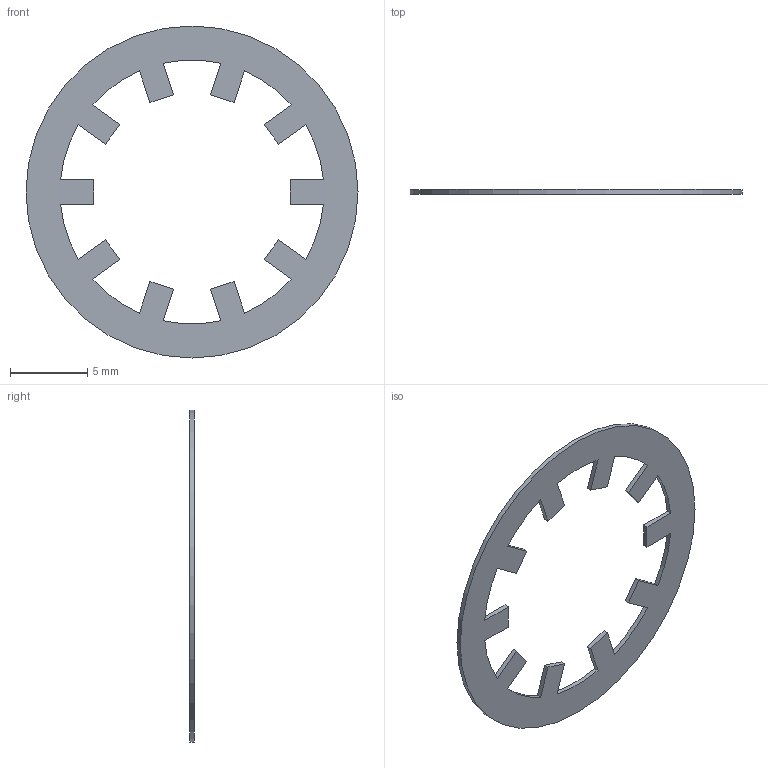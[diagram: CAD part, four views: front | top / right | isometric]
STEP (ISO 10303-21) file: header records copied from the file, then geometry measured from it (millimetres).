
FILE_DESCRIPTION(/* description */ (''),/* implementation_level */ '2;1');
FILE_NAME(/* name */ 'Inductive_Proximity_Washer.step',/* time_stamp */ '2023-11-18T11:54:59+07:00',/* author */ (''),/* organization */ (''),/* preprocessor_version */ 'ST-DEVELOPER v20',/* originating_system */ 'Autodesk Translation Framework v12.14.0.127',/* authorisation */ '');
FILE_SCHEMA (('AUTOMOTIVE_DESIGN { 1 0 10303 214 3 1 1 }'));
Length unit declared in the file: millimetre
Products named in the file (1): Inductive_Proximity_Washer
Bounding box: 21.5 x 0.3 x 21.5 mm (x, y, z)
Volume: 50.5 mm3; surface area: 386.1 mm2
Topology: 1 solids, 1 shells, 43 faces, 123 edges, 82 vertices
Faces by surface type: plane 32, cylinder 11
Full cylindrical faces by diameter (mm): 21.5 x1
Entity records: 1443 total; most frequent: CARTESIAN_POINT 249, ORIENTED_EDGE 246, DIRECTION 233, EDGE_CURVE 123, LINE 101, VECTOR 101, VERTEX_POINT 82, AXIS2_PLACEMENT_3D 66
